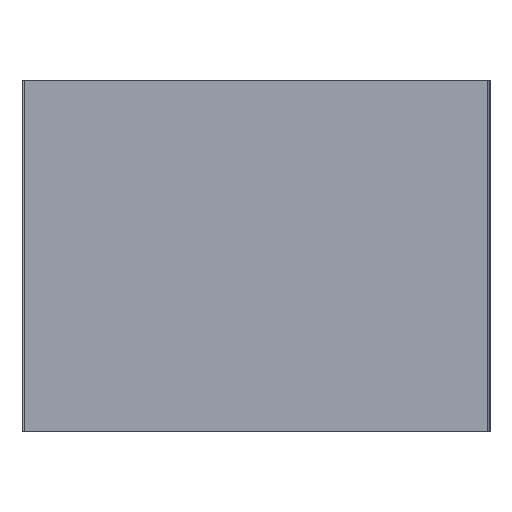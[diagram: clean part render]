
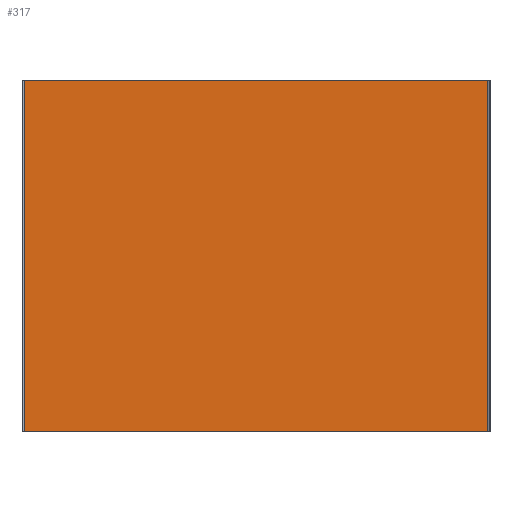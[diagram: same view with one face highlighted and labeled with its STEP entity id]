
A CAD part, front view. The second image highlights one B-rep face of the part: STEP entity #317.
In plain terms, the highlighted planar face has unit normal (0, -1, 0).
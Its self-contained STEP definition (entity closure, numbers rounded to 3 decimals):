
#33 = EDGE_LOOP ( 'NONE', ( #65, #34, #206, #258 ) ) ;
#34 = ORIENTED_EDGE ( 'NONE', *, *, #331, .F. ) ;
#63 = VERTEX_POINT ( 'NONE', #438 ) ;
#65 = ORIENTED_EDGE ( 'NONE', *, *, #504, .F. ) ;
#89 = DIRECTION ( 'NONE',  ( 0., 0., -1. ) ) ;
#98 = VERTEX_POINT ( 'NONE', #224 ) ;
#131 = LINE ( 'NONE', #618, #593 ) ;
#141 = DIRECTION ( 'NONE',  ( -1., 0., 0. ) ) ;
#143 = CARTESIAN_POINT ( 'NONE',  ( 202.5, -0.75, 152. ) ) ;
#172 = VERTEX_POINT ( 'NONE', #539 ) ;
#174 = DIRECTION ( 'NONE',  ( -1., 0., 0. ) ) ;
#176 = CARTESIAN_POINT ( 'NONE',  ( 202.5, -0.75, -152. ) ) ;
#206 = ORIENTED_EDGE ( 'NONE', *, *, #518, .T. ) ;
#224 = CARTESIAN_POINT ( 'NONE',  ( 200.75, -0.75, -152. ) ) ;
#229 = VECTOR ( 'NONE', #141, 1000. ) ;
#238 = LINE ( 'NONE', #176, #580 ) ;
#255 = DIRECTION ( 'NONE',  ( 0., 0., -1. ) ) ;
#258 = ORIENTED_EDGE ( 'NONE', *, *, #475, .T. ) ;
#270 = DIRECTION ( 'NONE',  ( 0., -1., 0. ) ) ;
#313 = PLANE ( 'NONE',  #422 ) ;
#317 = ADVANCED_FACE ( 'NONE', ( #566 ), #313, .T. ) ;
#318 = CARTESIAN_POINT ( 'NONE',  ( 202.5, -0.75, 152. ) ) ;
#323 = DIRECTION ( 'NONE',  ( 0., 0., -1. ) ) ;
#331 = EDGE_CURVE ( 'NONE', #172, #98, #508, .T. ) ;
#377 = CARTESIAN_POINT ( 'NONE',  ( 200.75, -0.75, 152. ) ) ;
#422 = AXIS2_PLACEMENT_3D ( 'NONE', #318, #270, #255 ) ;
#438 = CARTESIAN_POINT ( 'NONE',  ( -200.75, -0.75, -152. ) ) ;
#475 = EDGE_CURVE ( 'NONE', #617, #63, #131, .T. ) ;
#504 = EDGE_CURVE ( 'NONE', #98, #63, #238, .T. ) ;
#508 = LINE ( 'NONE', #377, #600 ) ;
#518 = EDGE_CURVE ( 'NONE', #172, #617, #574, .T. ) ;
#539 = CARTESIAN_POINT ( 'NONE',  ( 200.75, -0.75, 152. ) ) ;
#566 = FACE_OUTER_BOUND ( 'NONE', #33, .T. ) ;
#574 = LINE ( 'NONE', #143, #229 ) ;
#580 = VECTOR ( 'NONE', #174, 1000. ) ;
#593 = VECTOR ( 'NONE', #89, 1000. ) ;
#598 = CARTESIAN_POINT ( 'NONE',  ( -200.75, -0.75, 152. ) ) ;
#600 = VECTOR ( 'NONE', #323, 1000. ) ;
#617 = VERTEX_POINT ( 'NONE', #598 ) ;
#618 = CARTESIAN_POINT ( 'NONE',  ( -200.75, -0.75, 152. ) ) ;
